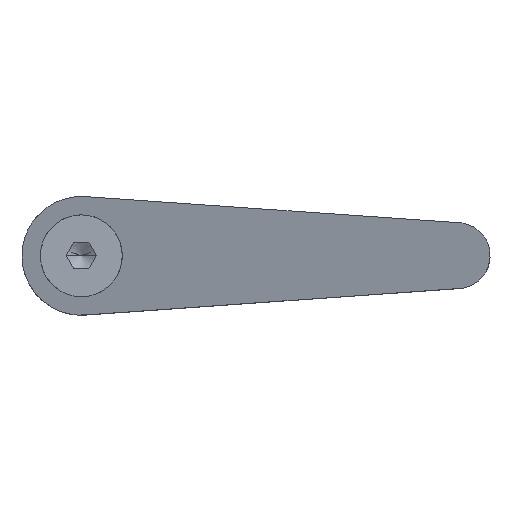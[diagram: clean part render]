
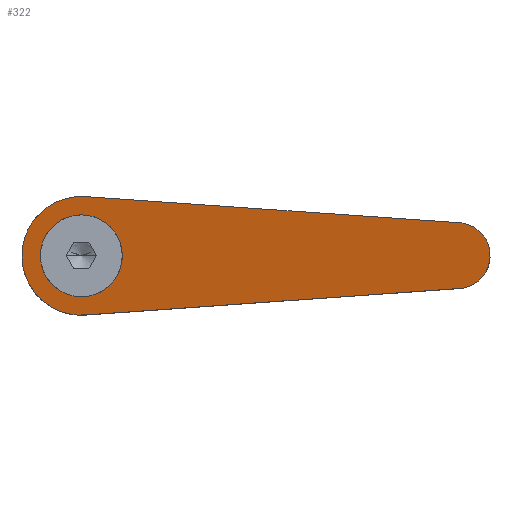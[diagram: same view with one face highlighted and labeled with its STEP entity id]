
A CAD part, top view. The second image highlights one B-rep face of the part: STEP entity #322.
In plain terms, the highlighted planar face has unit normal (-0.266, 0, 0.964).
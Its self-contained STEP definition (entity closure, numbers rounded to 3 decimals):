
#194=VERTEX_POINT('',#550);
#204=EDGE_CURVE('',#318,#516,#562,.T.);
#210=EDGE_CURVE('',#530,#528,#570,.T.);
#224=EDGE_CURVE('',#280,#368,#584,.T.);
#230=EDGE_CURVE('',#516,#194,#590,.T.);
#280=VERTEX_POINT('',#643);
#318=VERTEX_POINT('',#685);
#322=ADVANCED_FACE('',(#690,#691),#692,.F.);
#356=EDGE_CURVE('',#528,#280,#728,.T.);
#368=VERTEX_POINT('',#744);
#384=VERTEX_POINT('',#761);
#460=EDGE_CURVE('',#194,#318,#846,.T.);
#510=EDGE_CURVE('',#368,#384,#902,.T.);
#516=VERTEX_POINT('',#908);
#524=EDGE_CURVE('',#384,#530,#917,.T.);
#528=VERTEX_POINT('',#922);
#530=VERTEX_POINT('',#924);
#550=CARTESIAN_POINT('',(0.,6.2,53.579));
#562=ELLIPSE('',#949,6.431,6.2);
#570=ELLIPSE('',#960,9.335,9.);
#584=LINE('',#981,#982);
#590=ELLIPSE('',#991,6.431,6.2);
#643=CARTESIAN_POINT('',(0.632,-8.978,53.753));
#685=CARTESIAN_POINT('',(-1.001,6.119,53.304));
#690=FACE_OUTER_BOUND('',#1154,.T.);
#691=FACE_BOUND('',#1155,.T.);
#692=PLANE('',#1156);
#728=ELLIPSE('',#1207,9.335,9.);
#744=CARTESIAN_POINT('',(57.351,-4.988,69.379));
#761=CARTESIAN_POINT('',(57.351,4.988,69.379));
#846=ELLIPSE('',#1408,6.431,6.2);
#902=ELLIPSE('',#1493,5.186,5.);
#908=CARTESIAN_POINT('',(0.,-6.2,53.579));
#917=LINE('',#1513,#1514);
#922=CARTESIAN_POINT('',(-9.,0.,51.1));
#924=CARTESIAN_POINT('',(0.632,8.978,53.753));
#949=AXIS2_PLACEMENT_3D('',#1550,#1551,#1552);
#960=AXIS2_PLACEMENT_3D('',#1566,#1567,#1568);
#981=CARTESIAN_POINT('',(59.719,-4.821,70.031));
#982=VECTOR('',#1577,1.0);
#991=AXIS2_PLACEMENT_3D('',#1579,#1580,#1581);
#1154=EDGE_LOOP('',(#1671,#1672,#1673,#1674,#1675));
#1155=EDGE_LOOP('',(#1676,#1677,#1678));
#1156=AXIS2_PLACEMENT_3D('',#1679,#1680,#1681);
#1207=AXIS2_PLACEMENT_3D('',#1713,#1714,#1715);
#1408=AXIS2_PLACEMENT_3D('',#1864,#1865,#1866);
#1493=AXIS2_PLACEMENT_3D('',#1920,#1921,#1922);
#1513=CARTESIAN_POINT('',(33.351,6.676,62.767));
#1514=VECTOR('',#1933,1.0);
#1550=CARTESIAN_POINT('',(0.0,0.0,53.579));
#1551=DIRECTION('',(-0.266,0.,0.964));
#1552=DIRECTION('',(-0.964,0.0,-0.266));
#1566=CARTESIAN_POINT('',(0.,0.,53.579));
#1567=DIRECTION('',(-0.266,0.,0.964));
#1568=DIRECTION('',(-0.964,0.,-0.266));
#1577=DIRECTION('',(0.962,0.068,0.265));
#1579=CARTESIAN_POINT('',(0.0,0.0,53.579));
#1580=DIRECTION('',(-0.266,0.,0.964));
#1581=DIRECTION('',(-0.964,0.0,-0.266));
#1671=ORIENTED_EDGE('',*,*,#210,.T.);
#1672=ORIENTED_EDGE('',*,*,#356,.T.);
#1673=ORIENTED_EDGE('',*,*,#224,.T.);
#1674=ORIENTED_EDGE('',*,*,#510,.T.);
#1675=ORIENTED_EDGE('',*,*,#524,.T.);
#1676=ORIENTED_EDGE('',*,*,#204,.F.);
#1677=ORIENTED_EDGE('',*,*,#460,.F.);
#1678=ORIENTED_EDGE('',*,*,#230,.F.);
#1679=CARTESIAN_POINT('',(27.678,0.,61.204));
#1680=DIRECTION('',(0.266,0.,-0.964));
#1681=DIRECTION('',(0.256,0.964,0.071));
#1713=CARTESIAN_POINT('',(0.,0.,53.579));
#1714=DIRECTION('',(-0.266,0.,0.964));
#1715=DIRECTION('',(-0.964,0.,-0.266));
#1864=CARTESIAN_POINT('',(0.0,0.0,53.579));
#1865=DIRECTION('',(-0.266,0.,0.964));
#1866=DIRECTION('',(-0.964,0.0,-0.266));
#1920=CARTESIAN_POINT('',(57.0,0.0,69.282));
#1921=DIRECTION('',(-0.266,0.,0.964));
#1922=DIRECTION('',(0.964,0.,0.266));
#1933=DIRECTION('',(-0.962,0.068,-0.265));
